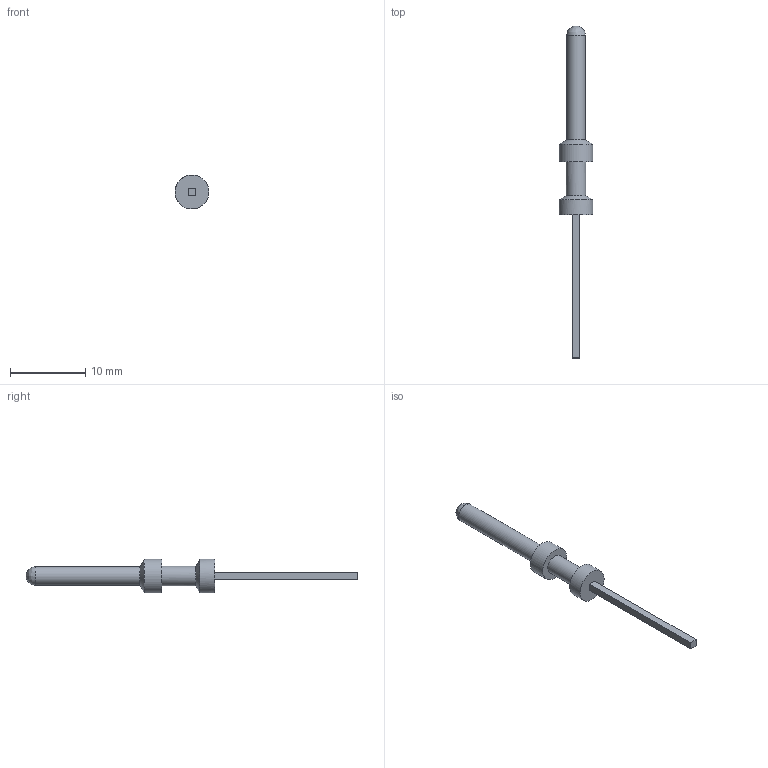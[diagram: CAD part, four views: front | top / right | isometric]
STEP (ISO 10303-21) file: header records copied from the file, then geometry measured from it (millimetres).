
FILE_DESCRIPTION(( 'HARTING HARTING HARTING HARTING HARTING HARTING HARTING HARTING HARTING', 'This Document is valid for Parts No. 09 33 000 6195'),'2;1');
FILE_NAME('MD_09330006195_RA.stp', '2010-10-12T14:20:49',('ITIS-4b'),('HARTING KGaA, D-32339 Espelkamp'), 'I-DEAS Master Series 10','HP-UNIX','Yes');
FILE_SCHEMA(('AUTOMOTIVE_DESIGN { 1 0 10303 214 1 1 1 1 }'));
Length unit declared in the file: millimetre
Products named in the file (1): MD 09 33 000 6195
Bounding box: 4.5 x 44 x 4.5 mm (x, y, z)
Volume: 196.1 mm3; surface area: 343.9 mm2
Topology: 1 solids, 1 shells, 14 faces, 28 edges, 17 vertices
Faces by surface type: bspline 14
Entity records: 457 total; most frequent: CARTESIAN_POINT 246, ORIENTED_EDGE 54, EDGE_CURVE 27, VERTEX_POINT 17, EDGE_LOOP 16, QUASI_UNIFORM_CURVE 14, FACE_OUTER_BOUND 14, ADVANCED_FACE 14
